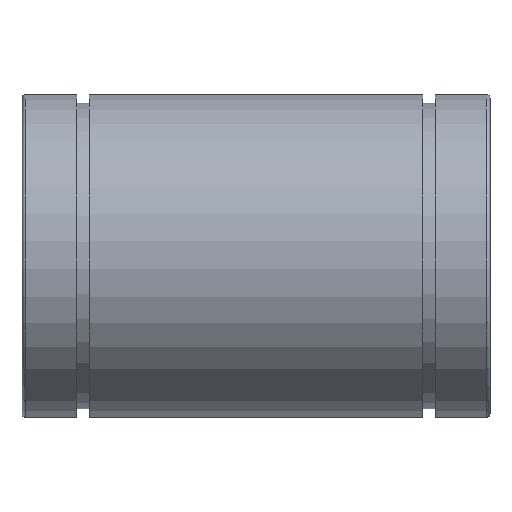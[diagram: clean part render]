
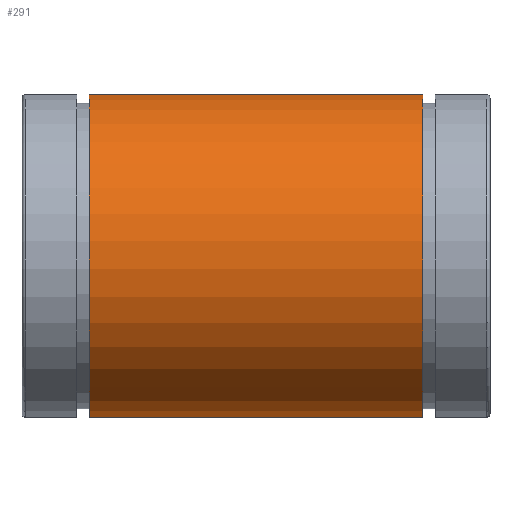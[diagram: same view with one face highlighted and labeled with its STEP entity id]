
A CAD part, front view. The second image highlights one B-rep face of the part: STEP entity #291.
In plain terms, the highlighted cylindrical face has radius 23.5 mm (diameter 47 mm), a partial arc.
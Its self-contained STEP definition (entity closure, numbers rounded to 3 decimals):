
#17=CYLINDRICAL_SURFACE('',#335,23.5);
#30=CIRCLE('',#334,23.5);
#31=CIRCLE('',#336,23.5);
#45=FACE_OUTER_BOUND('',#61,.T.);
#61=EDGE_LOOP('',(#243,#244,#245,#246));
#84=LINE('',#482,#108);
#89=LINE('',#505,#113);
#108=VECTOR('',#364,10.);
#113=VECTOR('',#371,10.);
#122=VERTEX_POINT('',#438);
#134=VERTEX_POINT('',#480);
#140=VERTEX_POINT('',#502);
#141=VERTEX_POINT('',#504);
#162=EDGE_CURVE('',#122,#134,#84,.T.);
#168=EDGE_CURVE('',#141,#140,#89,.T.);
#184=EDGE_CURVE('',#141,#134,#30,.T.);
#185=EDGE_CURVE('',#140,#122,#31,.T.);
#243=ORIENTED_EDGE('',*,*,#162,.T.);
#244=ORIENTED_EDGE('',*,*,#184,.F.);
#245=ORIENTED_EDGE('',*,*,#168,.T.);
#246=ORIENTED_EDGE('',*,*,#185,.T.);
#291=ADVANCED_FACE('',(#45),#17,.T.);
#334=AXIS2_PLACEMENT_3D('',#543,#405,#406);
#335=AXIS2_PLACEMENT_3D('',#544,#407,#408);
#336=AXIS2_PLACEMENT_3D('',#545,#409,#410);
#364=DIRECTION('',(1.,0.,0.));
#371=DIRECTION('',(-1.,0.,0.));
#405=DIRECTION('center_axis',(1.,0.,0.));
#406=DIRECTION('ref_axis',(0.,1.,0.));
#407=DIRECTION('center_axis',(1.,0.,0.));
#408=DIRECTION('ref_axis',(0.,-0.966,0.259));
#409=DIRECTION('center_axis',(1.,0.,0.));
#410=DIRECTION('ref_axis',(0.,1.,0.));
#438=CARTESIAN_POINT('',(-24.2,22.42,-7.043));
#480=CARTESIAN_POINT('',(24.2,22.42,-7.043));
#482=CARTESIAN_POINT('',(0.,22.42,-7.043));
#502=CARTESIAN_POINT('',(-24.2,22.938,-5.111));
#504=CARTESIAN_POINT('',(24.2,22.938,-5.111));
#505=CARTESIAN_POINT('',(34.,22.938,-5.111));
#543=CARTESIAN_POINT('Origin',(24.2,0.,0.));
#544=CARTESIAN_POINT('Origin',(0.,0.,0.));
#545=CARTESIAN_POINT('Origin',(-24.2,0.,0.));
